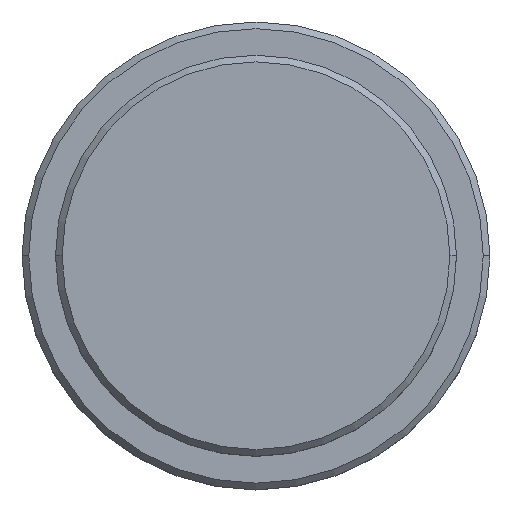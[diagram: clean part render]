
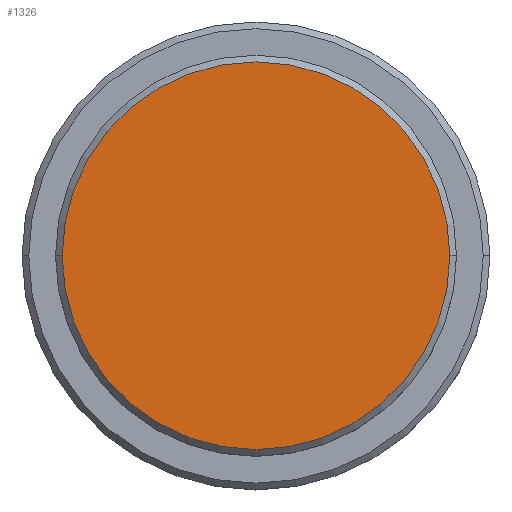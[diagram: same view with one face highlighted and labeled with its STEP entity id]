
A CAD part, top view. The second image highlights one B-rep face of the part: STEP entity #1326.
In plain terms, the highlighted planar face has unit normal (0, 0, 1).
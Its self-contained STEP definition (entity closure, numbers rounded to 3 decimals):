
#138 = DIRECTION ( 'NONE',  ( 0., 0., 1. ) ) ;
#210 = VERTEX_POINT ( 'NONE', #1324 ) ;
#402 = CIRCLE ( 'NONE', #1175, 14.5 ) ;
#404 = DIRECTION ( 'NONE',  ( 0., 0., 1. ) ) ;
#405 = CIRCLE ( 'NONE', #432, 14.5 ) ;
#432 = AXIS2_PLACEMENT_3D ( 'NONE', #1128, #1133, #601 ) ;
#500 = EDGE_CURVE ( 'NONE', #210, #1337, #402, .T. ) ;
#573 = AXIS2_PLACEMENT_3D ( 'NONE', #735, #404, #932 ) ;
#601 = DIRECTION ( 'NONE',  ( 1., 0., 0. ) ) ;
#638 = FACE_OUTER_BOUND ( 'NONE', #699, .T. ) ;
#697 = EDGE_CURVE ( 'NONE', #1337, #210, #405, .T. ) ;
#699 = EDGE_LOOP ( 'NONE', ( #1077, #794 ) ) ;
#735 = CARTESIAN_POINT ( 'NONE',  ( 0., 0., 0. ) ) ;
#794 = ORIENTED_EDGE ( 'NONE', *, *, #697, .T. ) ;
#878 = DIRECTION ( 'NONE',  ( 1., 0., 0. ) ) ;
#932 = DIRECTION ( 'NONE',  ( 1., 0., 0. ) ) ;
#1053 = PLANE ( 'NONE',  #573 ) ;
#1077 = ORIENTED_EDGE ( 'NONE', *, *, #500, .T. ) ;
#1105 = CARTESIAN_POINT ( 'NONE',  ( 0., 0., 0. ) ) ;
#1128 = CARTESIAN_POINT ( 'NONE',  ( 0., 0., 0. ) ) ;
#1133 = DIRECTION ( 'NONE',  ( 0., 0., 1. ) ) ;
#1175 = AXIS2_PLACEMENT_3D ( 'NONE', #1105, #138, #878 ) ;
#1286 = CARTESIAN_POINT ( 'NONE',  ( 14.5, 0., 0. ) ) ;
#1324 = CARTESIAN_POINT ( 'NONE',  ( -14.5, 0., 0. ) ) ;
#1326 = ADVANCED_FACE ( 'NONE', ( #638 ), #1053, .T. ) ;
#1337 = VERTEX_POINT ( 'NONE', #1286 ) ;
